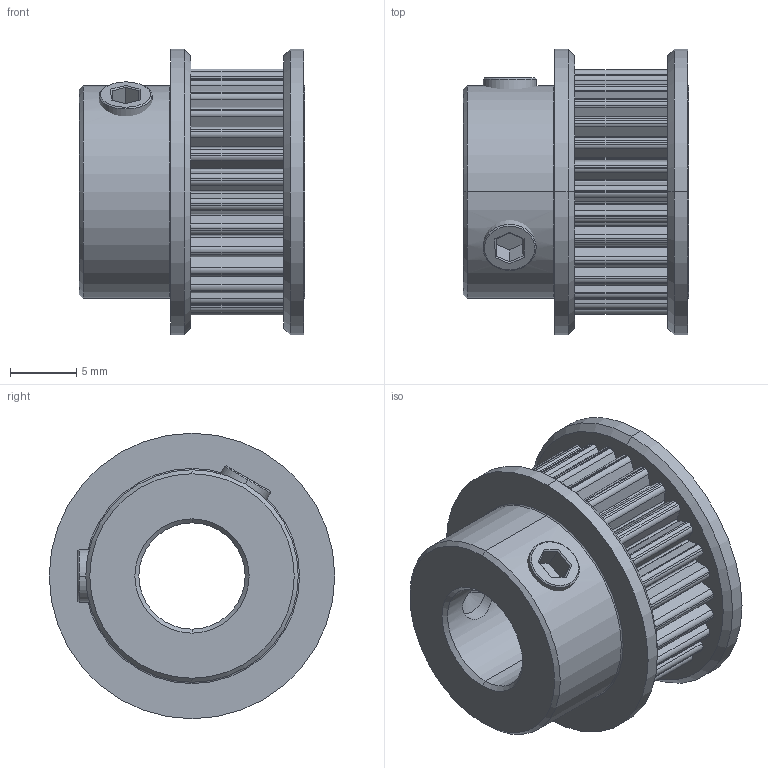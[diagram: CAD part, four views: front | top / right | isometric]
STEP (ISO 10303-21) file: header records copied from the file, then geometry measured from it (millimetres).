
FILE_DESCRIPTION (( 'STEP AP214' ), '1' );
FILE_NAME ('A123 Øêèâ GT2-30, O îòâåðñòèÿ 8 ìì.STEP', '2019-10-21T12:29:20', ( 'Windows User' ), ( '' ), 'SwSTEP 2.0', 'SolidWorks 2019', '' );
FILE_SCHEMA (( 'AUTOMOTIVE_DESIGN' ));
Length unit declared in the file: millimetre
Products named in the file (3): S54 妈眚 篑蜞眍忸黜 DIN 916 󊅜_M4(4); A123 Øêèâ GT2-30, O îòâåðñòèÿ 8 ìì
Assembly tree (3 placements, depth 2):
  A123 Øêèâ GT2-30, O îòâåðñòèÿ 8 ìì
    A123 Øêèâ GT2-30, O îòâåðñòèÿ 8 ìì
    S54 妈眚 篑蜞眍忸黜 DIN 916 󊅜_M4(4)  x2
Bounding box: 17 x 21.5 x 21.5 mm (x, y, z)
Volume: 3339.3 mm3; surface area: 2697.6 mm2
Topology: 3 solids, 3 shells, 281 faces, 777 edges, 504 vertices
Faces by surface type: cylinder 163, plane 94, cone 22, torus 2
Entity records: 8861 total; most frequent: CARTESIAN_POINT 1681, DIRECTION 1581, ORIENTED_EDGE 1454, EDGE_CURVE 727, AXIS2_PLACEMENT_3D 597, VERTEX_POINT 477, LINE 387, VECTOR 387
